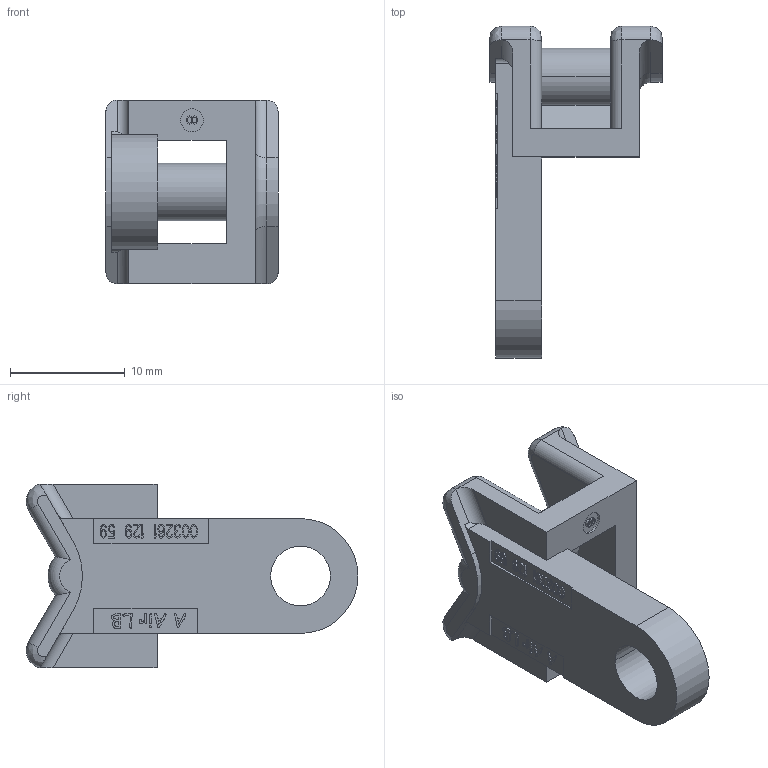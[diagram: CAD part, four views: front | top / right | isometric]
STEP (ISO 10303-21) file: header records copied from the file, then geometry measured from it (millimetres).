
FILE_DESCRIPTION((''),'2;1');
FILE_NAME('003261_129_59','2020-01-31T',('presta_be4'),(''),'CREO PARAMETRIC BY PTC INC, 2018360','CREO PARAMETRIC BY PTC INC, 2018360','');
FILE_SCHEMA(('CONFIG_CONTROL_DESIGN'));
Length unit declared in the file: millimetre
Products named in the file (1): 003261_129_59
Bounding box: 15 x 28.9 x 16 mm (x, y, z)
Volume: 1873.9 mm3; surface area: 1721.8 mm2
Topology: 1 solids, 1 shells, 748 faces, 2131 edges, 1412 vertices
Faces by surface type: plane 587, extrusion 119, cylinder 31, bspline 8, torus 3
Entity records: 24566 total; most frequent: CARTESIAN_POINT 5525, ORIENTED_EDGE 4262, DIRECTION 3283, EDGE_CURVE 2131, VECTOR 1931, LINE 1812, VERTEX_POINT 1412, EDGE_LOOP 781
